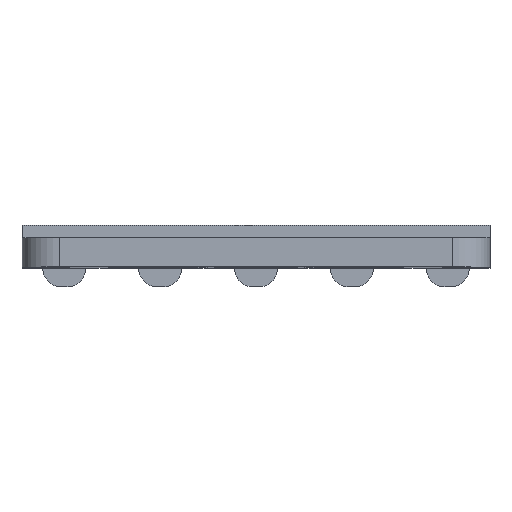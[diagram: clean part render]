
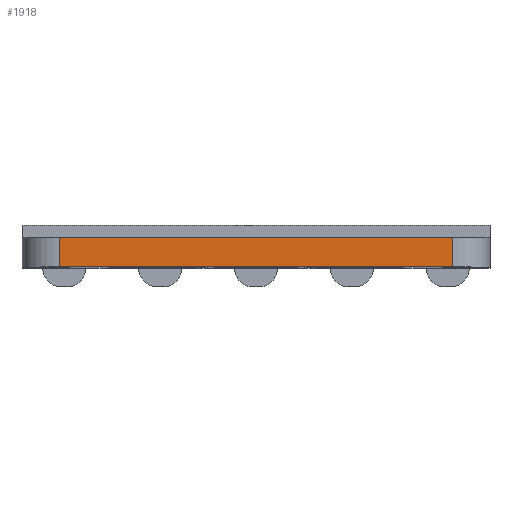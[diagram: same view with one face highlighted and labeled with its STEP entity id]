
A CAD part, top view. The second image highlights one B-rep face of the part: STEP entity #1918.
In plain terms, the highlighted planar face has unit normal (0, 0, 1).
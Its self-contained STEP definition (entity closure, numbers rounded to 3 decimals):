
#1898=AXIS2_PLACEMENT_3D('Plane Axis2P3D',#1895,#1896,#1897) ;
#530=CARTESIAN_POINT('Vertex',(-7.86,7.4,48.516)) ;
#533=CARTESIAN_POINT('Line Origine',(2.54,7.4,48.516)) ;
#537=CARTESIAN_POINT('Vertex',(12.94,7.4,48.516)) ;
#1880=CARTESIAN_POINT('Vertex',(-7.86,5.85,48.516)) ;
#1883=CARTESIAN_POINT('Line Origine',(-7.86,6.625,48.516)) ;
#1895=CARTESIAN_POINT('Axis2P3D Location',(12.94,7.4,48.516)) ;
#1900=CARTESIAN_POINT('Line Origine',(2.54,5.85,48.516)) ;
#1904=CARTESIAN_POINT('Vertex',(12.94,5.85,48.516)) ;
#1907=CARTESIAN_POINT('Line Origine',(12.94,6.625,48.516)) ;
#534=DIRECTION('Vector Direction',(-1.,0.,0.)) ;
#1884=DIRECTION('Vector Direction',(0.,1.,0.)) ;
#1896=DIRECTION('Axis2P3D Direction',(0.,0.,1.)) ;
#1897=DIRECTION('Axis2P3D XDirection',(-1.,0.,0.)) ;
#1901=DIRECTION('Vector Direction',(-1.,0.,0.)) ;
#1908=DIRECTION('Vector Direction',(0.,-1.,0.)) ;
#535=VECTOR('Line Direction',#534,1.) ;
#1885=VECTOR('Line Direction',#1884,1.) ;
#1902=VECTOR('Line Direction',#1901,1.) ;
#1909=VECTOR('Line Direction',#1908,1.) ;
#1913=ORIENTED_EDGE('',*,*,#1906,.T.) ;
#1914=ORIENTED_EDGE('',*,*,#1911,.F.) ;
#1915=ORIENTED_EDGE('',*,*,#539,.F.) ;
#1916=ORIENTED_EDGE('',*,*,#1887,.T.) ;
#1918=ADVANCED_FACE('body',(#1917),#1899,.T.) ;
#539=EDGE_CURVE('',#531,#538,#536,.F.) ;
#1887=EDGE_CURVE('',#531,#1881,#1886,.F.) ;
#1906=EDGE_CURVE('',#1881,#1905,#1903,.F.) ;
#1911=EDGE_CURVE('',#538,#1905,#1910,.T.) ;
#1912=EDGE_LOOP('',(#1913,#1914,#1915,#1916)) ;
#1917=FACE_OUTER_BOUND('',#1912,.T.) ;
#536=LINE('Line',#533,#535) ;
#1886=LINE('Line',#1883,#1885) ;
#1903=LINE('Line',#1900,#1902) ;
#1910=LINE('Line',#1907,#1909) ;
#1899=PLANE('',#1898) ;
#531=VERTEX_POINT('',#530) ;
#538=VERTEX_POINT('',#537) ;
#1881=VERTEX_POINT('',#1880) ;
#1905=VERTEX_POINT('',#1904) ;
